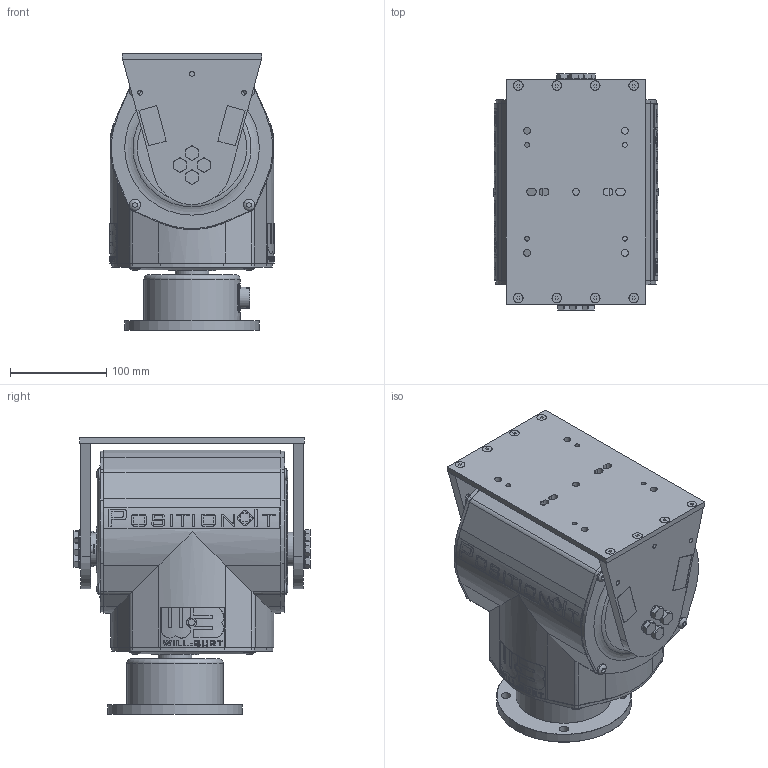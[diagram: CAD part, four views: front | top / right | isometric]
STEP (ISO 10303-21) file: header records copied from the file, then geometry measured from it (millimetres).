
FILE_DESCRIPTION(/* description */ (''),/* implementation_level */ '2;1');
FILE_NAME(/* name */ '5191201.stp',/* time_stamp */ '2015-08-27T09:12:42-04:00',/* author */ ('awasson'),/* organization */ (''),/* preprocessor_version */ 'ST-DEVELOPER v15.6',/* originating_system */ 'Autodesk Inventor 2015',/* authorisation */ '');
FILE_SCHEMA (('AUTOMOTIVE_DESIGN { 1 0 10303 214 3 1 1 }'));
Products named in the file (66): 10; 11; 12; 13; 14; 15; 16; 17; 18; 19; 20; 21; 25; 26; 27; 29; 30; 31; 32; 33; 34; 35; 36; 37; 38; 39; 40; 41; 42; 43; 44; 45; 46; 47; 48; 49; 50; 51; 52; 53 ...
Assembly tree (74 placements, depth 2):
  5191201
    10
    11
    12
    13
    14
    15
    16
    17
    18
    19
    20
    21
    25
    26
    27
    29
    30  x5
    31
    32
    33
    34
    35
    36
    37
    38
    39
    40
    41
    42
    43
    44
    45
    46
    47
    48
    49
    50
    51
    52
    53
    58
    59
    60
    61
    62
    63
    64
    65
    66
    67
    68
    69
    70
    71
    72
    73
    74
    75
    76
Bounding box: 170.75 x 246 x 287.85 mm (x, y, z)
Volume: 2538446.1 mm3; surface area: 735726.8 mm2
Topology: 82 solids, 82 shells, 2122 faces, 4866 edges, 3094 vertices
Faces by surface type: plane 1008, cylinder 653, bspline 192, sphere 142, cone 82, torus 45
Full cylindrical faces by diameter (mm): 2 x13, 2.459 x11, 2.5 x3, 2.9 x4, 3 x4, 3.1 x4, 3.2 x4, 4.134 x4, 4.2 x8, 4.917 x12, 4.976 x8, 5 x20, 5.2 x8, 5.5 x4, 6 x30, 6.2 x10, 6.647 x5, 6.8 x8, 7.137 x5, 7.99 x4, 8 x24, 8.2 x4, 9.8 x4, 11.3 x1, 12 x20, 12.3 x1, 15 x1, 16 x4, 18 x2, 18.6 x1
Entity records: 72877 total; most frequent: CARTESIAN_POINT 32878, DIRECTION 8036, ORIENTED_EDGE 6772, EDGE_CURVE 3386, AXIS2_PLACEMENT_3D 3245, EDGE_LOOP 2528, VERTEX_POINT 2326, FACE_OUTER_BOUND 1764
